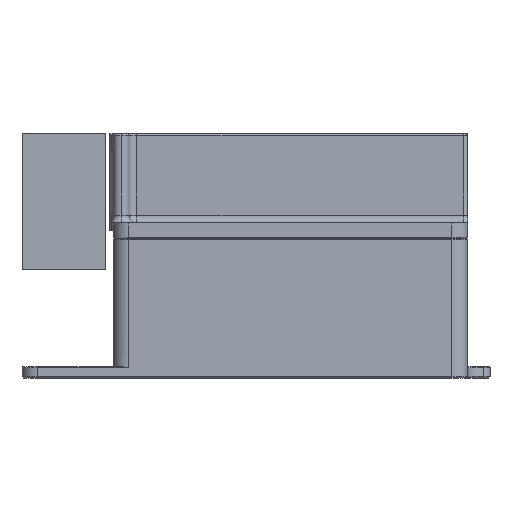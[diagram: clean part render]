
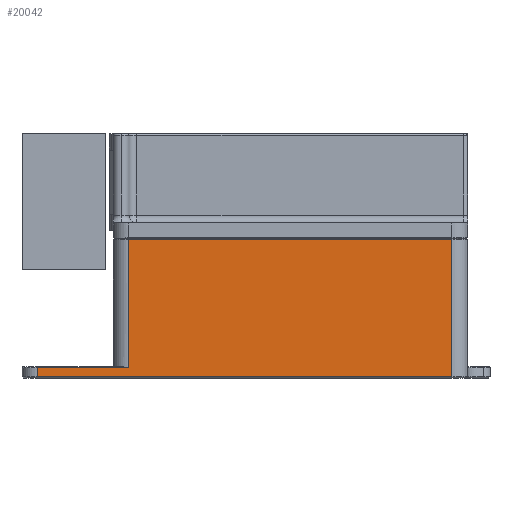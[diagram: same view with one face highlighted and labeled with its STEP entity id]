
A CAD part, front view. The second image highlights one B-rep face of the part: STEP entity #20042.
In plain terms, the highlighted planar face has unit normal (0, -1, 0).
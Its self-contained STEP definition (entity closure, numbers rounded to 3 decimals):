
#813=PLANE('',#21650);
#2256=FACE_OUTER_BOUND('',#3490,.T.);
#3490=EDGE_LOOP('',(#16400,#16401,#16402,#16403,#16404,#16405));
#4837=LINE('',#38409,#6755);
#4897=LINE('',#38568,#6815);
#5090=LINE('',#39038,#7008);
#5093=LINE('',#39045,#7011);
#5094=LINE('',#39047,#7012);
#5095=LINE('',#39048,#7013);
#6755=VECTOR('',#24564,10.);
#6815=VECTOR('',#24706,10.);
#7008=VECTOR('',#25093,10.);
#7011=VECTOR('',#25100,10.);
#7012=VECTOR('',#25101,10.);
#7013=VECTOR('',#25102,10.);
#9235=VERTEX_POINT('',#38402);
#9238=VERTEX_POINT('',#38407);
#9294=VERTEX_POINT('',#38560);
#9296=VERTEX_POINT('',#38566);
#9472=VERTEX_POINT('',#39044);
#9473=VERTEX_POINT('',#39046);
#11633=EDGE_CURVE('',#9238,#9235,#4837,.T.);
#11711=EDGE_CURVE('',#9296,#9294,#4897,.T.);
#11948=EDGE_CURVE('',#9235,#9296,#5090,.T.);
#11951=EDGE_CURVE('',#9472,#9238,#5093,.T.);
#11952=EDGE_CURVE('',#9473,#9472,#5094,.T.);
#11953=EDGE_CURVE('',#9294,#9473,#5095,.T.);
#16400=ORIENTED_EDGE('',*,*,#11633,.F.);
#16401=ORIENTED_EDGE('',*,*,#11951,.F.);
#16402=ORIENTED_EDGE('',*,*,#11952,.F.);
#16403=ORIENTED_EDGE('',*,*,#11953,.F.);
#16404=ORIENTED_EDGE('',*,*,#11711,.F.);
#16405=ORIENTED_EDGE('',*,*,#11948,.F.);
#20042=ADVANCED_FACE('',(#2256),#813,.T.);
#21650=AXIS2_PLACEMENT_3D('',#39043,#25098,#25099);
#24564=DIRECTION('',(1.,0.,0.));
#24706=DIRECTION('',(1.,0.,0.));
#25093=DIRECTION('',(0.,0.,1.));
#25098=DIRECTION('center_axis',(0.,-1.,0.));
#25099=DIRECTION('ref_axis',(1.,0.,0.));
#25100=DIRECTION('',(0.,0.,1.));
#25101=DIRECTION('',(-1.,0.,0.));
#25102=DIRECTION('',(0.,0.,-1.));
#38402=CARTESIAN_POINT('',(-41.,-117.5,2.75));
#38407=CARTESIAN_POINT('',(-64.5,-117.5,2.75));
#38409=CARTESIAN_POINT('',(-34.954,-117.5,2.75));
#38560=CARTESIAN_POINT('',(42.112,-117.5,35.75));
#38566=CARTESIAN_POINT('',(-41.,-117.5,35.75));
#38568=CARTESIAN_POINT('',(0.306,-117.5,35.75));
#39038=CARTESIAN_POINT('',(-41.,-117.5,10.25));
#39043=CARTESIAN_POINT('Origin',(-43.5,-117.5,0.));
#39044=CARTESIAN_POINT('',(-64.5,-117.5,0.4));
#39045=CARTESIAN_POINT('',(-64.5,-117.5,0.));
#39046=CARTESIAN_POINT('',(42.112,-117.5,0.4));
#39047=CARTESIAN_POINT('',(-19.625,-117.5,0.4));
#39048=CARTESIAN_POINT('',(42.112,-117.5,1.5));
